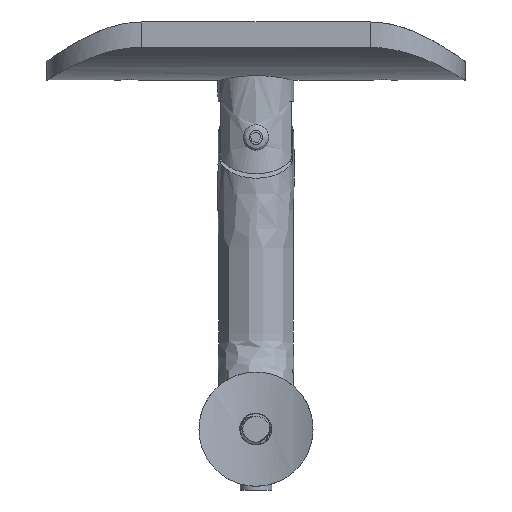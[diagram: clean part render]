
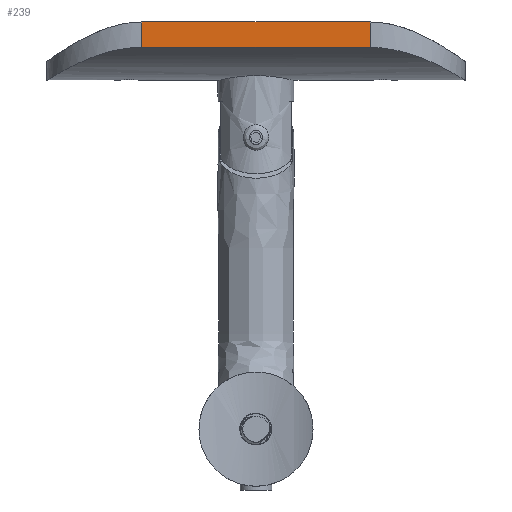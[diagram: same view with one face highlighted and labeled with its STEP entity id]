
A CAD part, left-side view. The second image highlights one B-rep face of the part: STEP entity #239.
In plain terms, the highlighted planar face has unit normal (-1, 0, 0).
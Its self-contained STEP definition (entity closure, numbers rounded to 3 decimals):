
#239=ADVANCED_FACE('',(#350),#298,.F.);
#298=PLANE('',#1357);
#350=FACE_OUTER_BOUND('',#440,.T.);
#440=EDGE_LOOP('',(#684,#685,#686,#687));
#684=ORIENTED_EDGE('',*,*,#1032,.F.);
#685=ORIENTED_EDGE('',*,*,#1050,.T.);
#686=ORIENTED_EDGE('',*,*,#1043,.T.);
#687=ORIENTED_EDGE('',*,*,#1051,.T.);
#890=VERTEX_POINT('',#9233);
#891=VERTEX_POINT('',#9235);
#900=VERTEX_POINT('',#9446);
#901=VERTEX_POINT('',#9447);
#1032=EDGE_CURVE('',#890,#891,#1141,.T.);
#1043=EDGE_CURVE('',#900,#901,#1146,.T.);
#1050=EDGE_CURVE('',#890,#900,#1147,.T.);
#1051=EDGE_CURVE('',#901,#891,#1148,.T.);
#1141=LINE('',#9234,#1235);
#1146=LINE('',#9445,#1240);
#1147=LINE('',#9555,#1241);
#1148=LINE('',#9556,#1242);
#1235=VECTOR('',#1524,1.);
#1240=VECTOR('',#1535,1.);
#1241=VECTOR('',#1542,1.);
#1242=VECTOR('',#1543,1.);
#1357=AXIS2_PLACEMENT_3D('',#9557,#1544,#1545);
#1524=DIRECTION('',(0.,-1.,0.));
#1535=DIRECTION('',(0.,-1.,0.));
#1542=DIRECTION('',(0.,0.,-1.));
#1543=DIRECTION('',(0.,0.,1.));
#1544=DIRECTION('',(1.,0.,0.));
#1545=DIRECTION('',(0.,0.,-1.));
#9233=CARTESIAN_POINT('',(-15.,18.005,64.219));
#9234=CARTESIAN_POINT('',(-15.,33.,64.219));
#9235=CARTESIAN_POINT('',(-15.,-18.005,64.219));
#9445=CARTESIAN_POINT('',(-15.,33.,60.209));
#9446=CARTESIAN_POINT('',(-15.,18.005,60.209));
#9447=CARTESIAN_POINT('',(-15.,-18.005,60.209));
#9555=CARTESIAN_POINT('',(-15.,18.005,60.209));
#9556=CARTESIAN_POINT('',(-15.,-18.005,64.219));
#9557=CARTESIAN_POINT('',(-15.,33.,60.209));
